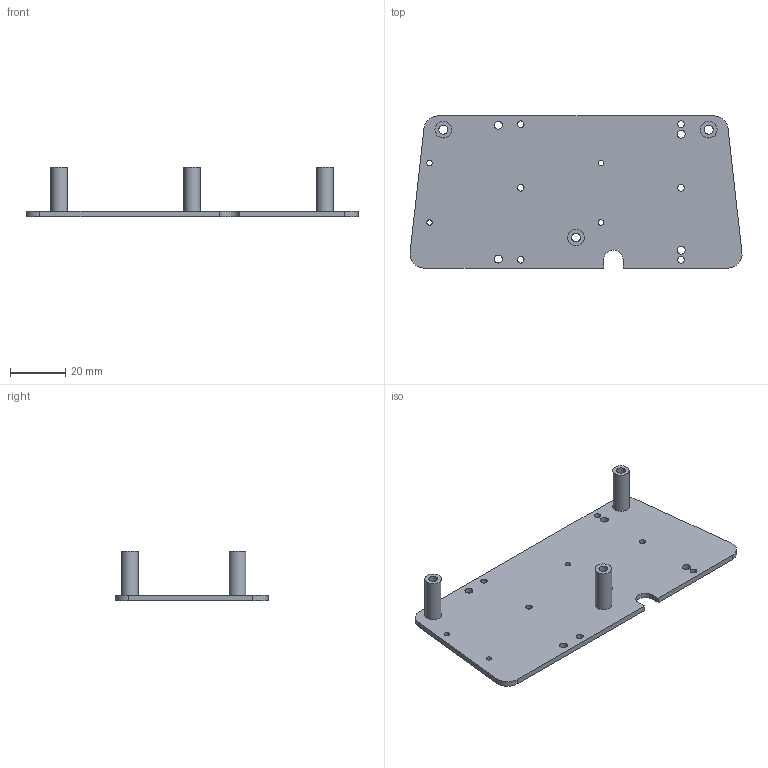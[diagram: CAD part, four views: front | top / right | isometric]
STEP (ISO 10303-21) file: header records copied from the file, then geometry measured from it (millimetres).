
FILE_DESCRIPTION(('FreeCAD Model'),'2;1');
FILE_NAME('Open CASCADE Shape Model','2023-11-16T23:57:35',(''),(''), 'Open CASCADE STEP processor 7.5','FreeCAD','Unknown');
FILE_SCHEMA(('AUTOMOTIVE_DESIGN { 1 0 10303 214 1 1 1 1 }'));
Length unit declared in the file: millimetre
Products named in the file (1): T07_controller_standoff
Bounding box: 120.05 x 55 x 18 mm (x, y, z)
Volume: 13326.2 mm3; surface area: 14700.4 mm2
Topology: 1 solids, 1 shells, 37 faces, 96 edges, 64 vertices
Faces by surface type: cylinder 25, plane 12
Full cylindrical faces by diameter (mm): 2 x4, 2.4 x6, 2.9 x4, 3.2 x3, 6 x3
Entity records: 2606 total; most frequent: CARTESIAN_POINT 606, DIRECTION 378, ORIENTED_EDGE 192, PCURVE 192, DEFINITIONAL_REPRESENTATION 192, LINE 188, VECTOR 188, EDGE_CURVE 96
